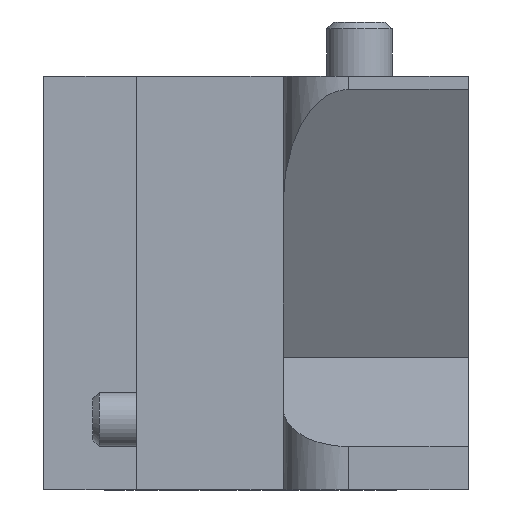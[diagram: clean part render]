
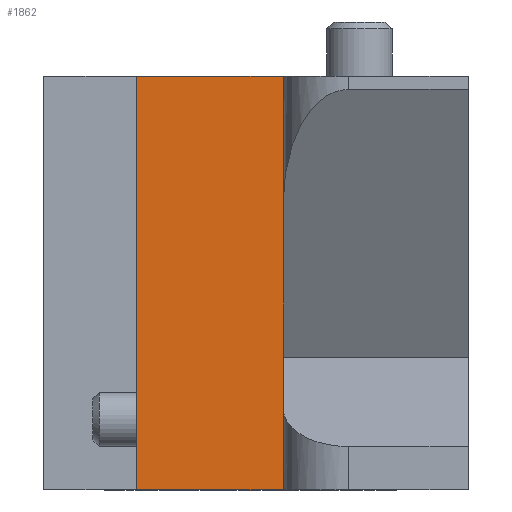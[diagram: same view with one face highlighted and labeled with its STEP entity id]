
A CAD part, left-side view. The second image highlights one B-rep face of the part: STEP entity #1862.
In plain terms, the highlighted planar face has unit normal (-1, 0, 0).
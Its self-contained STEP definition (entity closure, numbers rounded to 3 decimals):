
#116=CARTESIAN_POINT('',(-26.5,-1.5,0.0));
#117=VERTEX_POINT('',#116);
#124=CARTESIAN_POINT('',(-26.5,-1.5,-19.0));
#125=VERTEX_POINT('',#124);
#126=CARTESIAN_POINT('',(-26.5,-1.5,0.0));
#127=DIRECTION('',(0.0,0.0,-1.0));
#128=VECTOR('',#127,19.0);
#129=LINE('',#126,#128);
#130=EDGE_CURVE('',#117,#125,#129,.T.);
#1809=CARTESIAN_POINT('',(-26.5,5.25,-19.0));
#1810=VERTEX_POINT('',#1809);
#1817=CARTESIAN_POINT('',(-26.5,5.25,0.0));
#1818=VERTEX_POINT('',#1817);
#1819=CARTESIAN_POINT('',(-26.5,5.25,0.0));
#1820=DIRECTION('',(0.0,0.0,-1.0));
#1821=VECTOR('',#1820,19.0);
#1822=LINE('',#1819,#1821);
#1823=EDGE_CURVE('',#1818,#1810,#1822,.T.);
#1841=CARTESIAN_POINT('',(-26.5,5.25,0.0));
#1842=DIRECTION('',(-1.0,0.0,0.0));
#1843=DIRECTION('',(0.0,0.0,1.0));
#1844=AXIS2_PLACEMENT_3D('',#1841,#1842,#1843);
#1845=PLANE('',#1844);
#1846=CARTESIAN_POINT('',(-26.5,5.25,-19.0));
#1847=DIRECTION('',(0.0,-1.0,0.0));
#1848=VECTOR('',#1847,6.75);
#1849=LINE('',#1846,#1848);
#1850=EDGE_CURVE('',#1810,#125,#1849,.T.);
#1851=ORIENTED_EDGE('',*,*,#1850,.T.);
#1852=ORIENTED_EDGE('',*,*,#130,.F.);
#1853=CARTESIAN_POINT('',(-26.5,5.25,0.0));
#1854=DIRECTION('',(0.0,-1.0,0.0));
#1855=VECTOR('',#1854,6.75);
#1856=LINE('',#1853,#1855);
#1857=EDGE_CURVE('',#1818,#117,#1856,.T.);
#1858=ORIENTED_EDGE('',*,*,#1857,.F.);
#1859=ORIENTED_EDGE('',*,*,#1823,.T.);
#1860=EDGE_LOOP('',(#1851,#1852,#1858,#1859));
#1861=FACE_OUTER_BOUND('',#1860,.T.);
#1862=ADVANCED_FACE('',(#1861),#1845,.T.);
